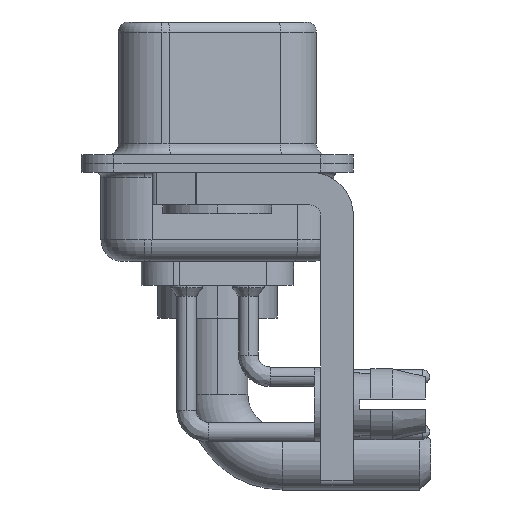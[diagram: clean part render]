
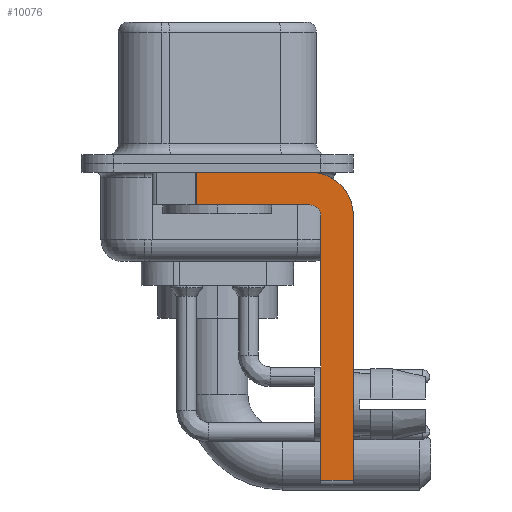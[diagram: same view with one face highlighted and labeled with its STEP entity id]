
A CAD part, left-side view. The second image highlights one B-rep face of the part: STEP entity #10076.
In plain terms, the highlighted planar face has unit normal (-1, 0, 0).
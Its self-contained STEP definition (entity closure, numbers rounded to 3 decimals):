
#195 = VECTOR ( 'NONE', #18494, 1000. ) ;
#624 = CARTESIAN_POINT ( 'NONE',  ( -2.9, 0.978, -1.9 ) ) ;
#722 = EDGE_CURVE ( 'NONE', #13887, #8144, #1408, .T. ) ;
#1318 = CARTESIAN_POINT ( 'NONE',  ( -2.9, 3., -0.4 ) ) ;
#1408 = LINE ( 'NONE', #8927, #18609 ) ;
#1566 = LINE ( 'NONE', #1318, #195 ) ;
#1822 = EDGE_CURVE ( 'NONE', #8144, #17423, #12882, .T. ) ;
#3034 = CARTESIAN_POINT ( 'NONE',  ( -2.9, -4.25, -2.4 ) ) ;
#3319 = CIRCLE ( 'NONE', #16152, 2. ) ;
#3548 = AXIS2_PLACEMENT_3D ( 'NONE', #14848, #10963, #8704 ) ;
#3661 = ORIENTED_EDGE ( 'NONE', *, *, #18583, .F. ) ;
#4321 = VERTEX_POINT ( 'NONE', #15182 ) ;
#4739 = CARTESIAN_POINT ( 'NONE',  ( -2.9, 0.978, -1.9 ) ) ;
#4789 = VECTOR ( 'NONE', #20404, 1000. ) ;
#4850 = CARTESIAN_POINT ( 'NONE',  ( -2.9, 0.978, -0.4 ) ) ;
#4897 = VERTEX_POINT ( 'NONE', #15864 ) ;
#5188 = ORIENTED_EDGE ( 'NONE', *, *, #22269, .T. ) ;
#5415 = DIRECTION ( 'NONE',  ( 0., 0., 1. ) ) ;
#5798 = EDGE_LOOP ( 'NONE', ( #12317, #14729, #11529, #11584, #9441, #5188, #13751, #3661 ) ) ;
#6462 = VECTOR ( 'NONE', #15564, 1000. ) ;
#6531 = DIRECTION ( 'NONE',  ( 0., -1., 0. ) ) ;
#6809 = DIRECTION ( 'NONE',  ( 1., 0., 0. ) ) ;
#7640 = CARTESIAN_POINT ( 'NONE',  ( -2.9, -4.25, -1.9 ) ) ;
#8144 = VERTEX_POINT ( 'NONE', #18435 ) ;
#8355 = CARTESIAN_POINT ( 'NONE',  ( -2.9, -4.25, -2.4 ) ) ;
#8565 = EDGE_CURVE ( 'NONE', #11336, #14707, #12645, .T. ) ;
#8704 = DIRECTION ( 'NONE',  ( 0., 0., -1. ) ) ;
#8927 = CARTESIAN_POINT ( 'NONE',  ( -2.9, -4.75, -14.8 ) ) ;
#9441 = ORIENTED_EDGE ( 'NONE', *, *, #722, .F. ) ;
#10076 = ADVANCED_FACE ( 'NONE', ( #18480 ), #22229, .F. ) ;
#10695 = DIRECTION ( 'NONE',  ( 0., 0., -1. ) ) ;
#10870 = EDGE_CURVE ( 'NONE', #4321, #12214, #20044, .T. ) ;
#10963 = DIRECTION ( 'NONE',  ( 1., 0., 0. ) ) ;
#11221 = CARTESIAN_POINT ( 'NONE',  ( -2.9, -4.75, -14.55 ) ) ;
#11336 = VERTEX_POINT ( 'NONE', #4850 ) ;
#11529 = ORIENTED_EDGE ( 'NONE', *, *, #14432, .F. ) ;
#11584 = ORIENTED_EDGE ( 'NONE', *, *, #1822, .F. ) ;
#12214 = VERTEX_POINT ( 'NONE', #14792 ) ;
#12317 = ORIENTED_EDGE ( 'NONE', *, *, #22235, .F. ) ;
#12393 = DIRECTION ( 'NONE',  ( 0., 0., -1. ) ) ;
#12645 = LINE ( 'NONE', #4739, #13128 ) ;
#12882 = CIRCLE ( 'NONE', #17692, 0.5 ) ;
#12950 = LINE ( 'NONE', #21551, #6462 ) ;
#13128 = VECTOR ( 'NONE', #12393, 1000. ) ;
#13751 = ORIENTED_EDGE ( 'NONE', *, *, #10870, .F. ) ;
#13887 = VERTEX_POINT ( 'NONE', #11221 ) ;
#14055 = CARTESIAN_POINT ( 'NONE',  ( -2.9, -4.25, -14.55 ) ) ;
#14432 = EDGE_CURVE ( 'NONE', #17423, #14707, #12950, .T. ) ;
#14532 = CARTESIAN_POINT ( 'NONE',  ( -2.9, -6.25, -2.4 ) ) ;
#14707 = VERTEX_POINT ( 'NONE', #624 ) ;
#14729 = ORIENTED_EDGE ( 'NONE', *, *, #8565, .T. ) ;
#14792 = CARTESIAN_POINT ( 'NONE',  ( -2.9, -6.25, -14.55 ) ) ;
#14848 = CARTESIAN_POINT ( 'NONE',  ( -2.9, -4.25, -2.4 ) ) ;
#15182 = CARTESIAN_POINT ( 'NONE',  ( -2.9, -6.25, -2.4 ) ) ;
#15564 = DIRECTION ( 'NONE',  ( 0., 1., 0. ) ) ;
#15864 = CARTESIAN_POINT ( 'NONE',  ( -2.9, -4.25, -0.4 ) ) ;
#16131 = DIRECTION ( 'NONE',  ( -1., 0., 0. ) ) ;
#16152 = AXIS2_PLACEMENT_3D ( 'NONE', #3034, #6809, #10695 ) ;
#17423 = VERTEX_POINT ( 'NONE', #7640 ) ;
#17692 = AXIS2_PLACEMENT_3D ( 'NONE', #8355, #16131, #23751 ) ;
#18435 = CARTESIAN_POINT ( 'NONE',  ( -2.9, -4.75, -2.4 ) ) ;
#18480 = FACE_OUTER_BOUND ( 'NONE', #5798, .T. ) ;
#18494 = DIRECTION ( 'NONE',  ( 0., -1., 0. ) ) ;
#18583 = EDGE_CURVE ( 'NONE', #4897, #4321, #3319, .T. ) ;
#18609 = VECTOR ( 'NONE', #5415, 1000. ) ;
#20044 = LINE ( 'NONE', #14532, #4789 ) ;
#20404 = DIRECTION ( 'NONE',  ( 0., 0., -1. ) ) ;
#21551 = CARTESIAN_POINT ( 'NONE',  ( -2.9, -4.25, -1.9 ) ) ;
#21553 = LINE ( 'NONE', #14055, #23794 ) ;
#22229 = PLANE ( 'NONE',  #3548 ) ;
#22235 = EDGE_CURVE ( 'NONE', #11336, #4897, #1566, .T. ) ;
#22269 = EDGE_CURVE ( 'NONE', #13887, #12214, #21553, .T. ) ;
#23751 = DIRECTION ( 'NONE',  ( 0., 0., 1. ) ) ;
#23794 = VECTOR ( 'NONE', #6531, 1000. ) ;
